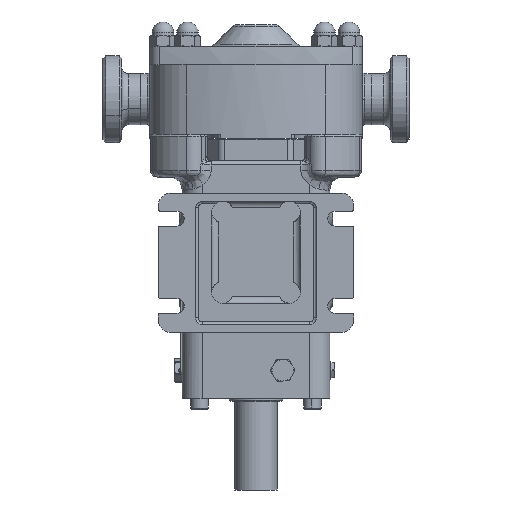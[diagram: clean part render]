
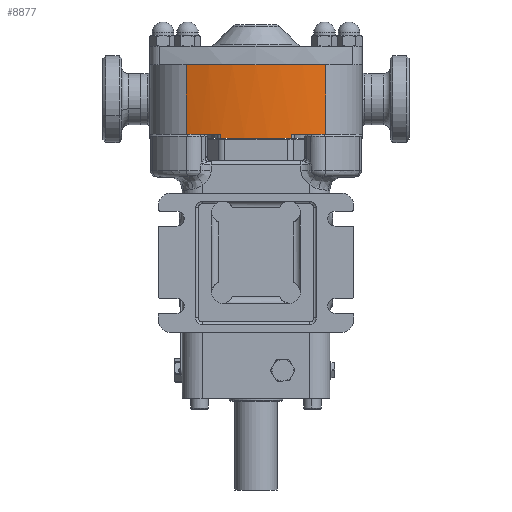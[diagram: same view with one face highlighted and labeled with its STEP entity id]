
A CAD part, front view. The second image highlights one B-rep face of the part: STEP entity #8877.
In plain terms, the highlighted cylindrical face has radius 160 mm (diameter 320 mm), a partial arc.
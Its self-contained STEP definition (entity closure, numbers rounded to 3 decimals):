
#514 = LINE ( 'NONE', #9863, #27433 ) ;
#1083 = CARTESIAN_POINT ( 'NONE',  ( 26.143, -107.85, -109.929 ) ) ;
#1553 = DIRECTION ( 'NONE',  ( -1., 0., 0. ) ) ;
#1648 = CARTESIAN_POINT ( 'NONE',  ( -26.143, -107.85, -29. ) ) ;
#2987 = DIRECTION ( 'NONE',  ( -1., 0., 0. ) ) ;
#3136 = DIRECTION ( 'NONE',  ( 0., 0., -1. ) ) ;
#3394 = CARTESIAN_POINT ( 'NONE',  ( -26.143, -107.85, -26. ) ) ;
#3576 = EDGE_CURVE ( 'NONE', #23539, #13384, #22412, .T. ) ;
#3786 = AXIS2_PLACEMENT_3D ( 'NONE', #16700, #26070, #25925 ) ;
#4088 = VERTEX_POINT ( 'NONE', #25990 ) ;
#4175 = VERTEX_POINT ( 'NONE', #17360 ) ;
#4217 = VECTOR ( 'NONE', #26895, 1000. ) ;
#4766 = DIRECTION ( 'NONE',  ( -1., 0., 0. ) ) ;
#5387 = EDGE_CURVE ( 'NONE', #23003, #4088, #24916, .T. ) ;
#5487 = CARTESIAN_POINT ( 'NONE',  ( 52., -101.314, -26. ) ) ;
#6039 = EDGE_CURVE ( 'NONE', #23003, #4175, #7176, .T. ) ;
#6444 = VECTOR ( 'NONE', #27055, 1000. ) ;
#7137 = DIRECTION ( 'NONE',  ( 0., 0., 1. ) ) ;
#7176 = CIRCLE ( 'NONE', #3786, 160. ) ;
#7182 = DIRECTION ( 'NONE',  ( 0., 0., -1. ) ) ;
#7499 = ORIENTED_EDGE ( 'NONE', *, *, #13194, .T. ) ;
#7539 = AXIS2_PLACEMENT_3D ( 'NONE', #13798, #7137, #16369 ) ;
#7565 = DIRECTION ( 'NONE',  ( 0., 0., 1. ) ) ;
#7605 = DIRECTION ( 'NONE',  ( 0., 0., -1. ) ) ;
#8551 = CIRCLE ( 'NONE', #24043, 160. ) ;
#8572 = LINE ( 'NONE', #17818, #6444 ) ;
#8689 = CARTESIAN_POINT ( 'NONE',  ( 0., 50., -26. ) ) ;
#8877 = ADVANCED_FACE ( 'NONE', ( #20005 ), #26964, .T. ) ;
#9541 = ORIENTED_EDGE ( 'NONE', *, *, #16841, .F. ) ;
#9759 = CARTESIAN_POINT ( 'NONE',  ( 48.406, -102.502, -26. ) ) ;
#9863 = CARTESIAN_POINT ( 'NONE',  ( -26.143, -107.85, -109.929 ) ) ;
#10125 = CARTESIAN_POINT ( 'NONE',  ( 26.143, -107.85, -29. ) ) ;
#10609 = CIRCLE ( 'NONE', #26116, 160. ) ;
#10831 = ORIENTED_EDGE ( 'NONE', *, *, #5387, .F. ) ;
#11396 = CARTESIAN_POINT ( 'NONE',  ( 0., 50., 25.5 ) ) ;
#12229 = AXIS2_PLACEMENT_3D ( 'NONE', #22867, #27262, #18176 ) ;
#13194 = EDGE_CURVE ( 'NONE', #21716, #28853, #14100, .T. ) ;
#13384 = VERTEX_POINT ( 'NONE', #9759 ) ;
#13410 = CARTESIAN_POINT ( 'NONE',  ( -52., -101.314, -109.929 ) ) ;
#13631 = CIRCLE ( 'NONE', #17502, 160. ) ;
#13798 = CARTESIAN_POINT ( 'NONE',  ( 0., 50., 25.5 ) ) ;
#14100 = LINE ( 'NONE', #1083, #15448 ) ;
#14189 = VERTEX_POINT ( 'NONE', #1648 ) ;
#14449 = EDGE_CURVE ( 'NONE', #13384, #28853, #13631, .T. ) ;
#14661 = EDGE_CURVE ( 'NONE', #4175, #28096, #20420, .T. ) ;
#14766 = CARTESIAN_POINT ( 'NONE',  ( 52., -101.314, 25.5 ) ) ;
#14776 = ORIENTED_EDGE ( 'NONE', *, *, #14449, .F. ) ;
#14896 = ORIENTED_EDGE ( 'NONE', *, *, #26645, .T. ) ;
#15305 = CIRCLE ( 'NONE', #7539, 160. ) ;
#15448 = VECTOR ( 'NONE', #7565, 1000. ) ;
#15699 = ORIENTED_EDGE ( 'NONE', *, *, #6039, .T. ) ;
#15804 = CARTESIAN_POINT ( 'NONE',  ( 0., 50., -29. ) ) ;
#16369 = DIRECTION ( 'NONE',  ( -1., 0., 0. ) ) ;
#16700 = CARTESIAN_POINT ( 'NONE',  ( 0., 50., -26. ) ) ;
#16841 = EDGE_CURVE ( 'NONE', #21716, #14189, #10609, .T. ) ;
#17360 = CARTESIAN_POINT ( 'NONE',  ( -48.406, -102.502, -26. ) ) ;
#17454 = ORIENTED_EDGE ( 'NONE', *, *, #21608, .F. ) ;
#17502 = AXIS2_PLACEMENT_3D ( 'NONE', #28526, #3136, #2987 ) ;
#17624 = DIRECTION ( 'NONE',  ( 0., 0., -1. ) ) ;
#17818 = CARTESIAN_POINT ( 'NONE',  ( 52., -101.314, -109.929 ) ) ;
#18176 = DIRECTION ( 'NONE',  ( -1., 0., 0. ) ) ;
#18304 = CARTESIAN_POINT ( 'NONE',  ( -52., -101.314, -26. ) ) ;
#18551 = DIRECTION ( 'NONE',  ( 1., 0., 0. ) ) ;
#19443 = AXIS2_PLACEMENT_3D ( 'NONE', #8689, #24323, #18551 ) ;
#19812 = EDGE_CURVE ( 'NONE', #23539, #22465, #8572, .T. ) ;
#20005 = FACE_OUTER_BOUND ( 'NONE', #21150, .T. ) ;
#20420 = CIRCLE ( 'NONE', #19443, 160. ) ;
#20520 = AXIS2_PLACEMENT_3D ( 'NONE', #26680, #29364, #1553 ) ;
#21150 = EDGE_LOOP ( 'NONE', ( #9541, #7499, #14776, #23598, #29233, #21178, #17454, #10831, #15699, #29062, #14896 ) ) ;
#21178 = ORIENTED_EDGE ( 'NONE', *, *, #22363, .T. ) ;
#21608 = EDGE_CURVE ( 'NONE', #4088, #27138, #15305, .T. ) ;
#21716 = VERTEX_POINT ( 'NONE', #10125 ) ;
#22363 = EDGE_CURVE ( 'NONE', #22465, #27138, #8551, .T. ) ;
#22412 = CIRCLE ( 'NONE', #12229, 160. ) ;
#22465 = VERTEX_POINT ( 'NONE', #14766 ) ;
#22867 = CARTESIAN_POINT ( 'NONE',  ( 0., 50., -26. ) ) ;
#23003 = VERTEX_POINT ( 'NONE', #18304 ) ;
#23539 = VERTEX_POINT ( 'NONE', #5487 ) ;
#23598 = ORIENTED_EDGE ( 'NONE', *, *, #3576, .F. ) ;
#24043 = AXIS2_PLACEMENT_3D ( 'NONE', #11396, #7182, #4766 ) ;
#24323 = DIRECTION ( 'NONE',  ( 0., 0., 1. ) ) ;
#24708 = CARTESIAN_POINT ( 'NONE',  ( 0., -110., 25.5 ) ) ;
#24916 = LINE ( 'NONE', #13410, #4217 ) ;
#25500 = CARTESIAN_POINT ( 'NONE',  ( 26.143, -107.85, -26. ) ) ;
#25925 = DIRECTION ( 'NONE',  ( 1., 0., 0. ) ) ;
#25990 = CARTESIAN_POINT ( 'NONE',  ( -52., -101.314, 25.5 ) ) ;
#26070 = DIRECTION ( 'NONE',  ( 0., 0., 1. ) ) ;
#26116 = AXIS2_PLACEMENT_3D ( 'NONE', #15804, #17624, #26712 ) ;
#26645 = EDGE_CURVE ( 'NONE', #28096, #14189, #514, .T. ) ;
#26680 = CARTESIAN_POINT ( 'NONE',  ( 0., 50., -109.929 ) ) ;
#26712 = DIRECTION ( 'NONE',  ( 1., 0., 0. ) ) ;
#26895 = DIRECTION ( 'NONE',  ( 0., 0., 1. ) ) ;
#26964 = CYLINDRICAL_SURFACE ( 'NONE', #20520, 160. ) ;
#27055 = DIRECTION ( 'NONE',  ( 0., 0., 1. ) ) ;
#27138 = VERTEX_POINT ( 'NONE', #24708 ) ;
#27262 = DIRECTION ( 'NONE',  ( 0., 0., -1. ) ) ;
#27433 = VECTOR ( 'NONE', #7605, 1000. ) ;
#28096 = VERTEX_POINT ( 'NONE', #3394 ) ;
#28526 = CARTESIAN_POINT ( 'NONE',  ( 0., 50., -26. ) ) ;
#28853 = VERTEX_POINT ( 'NONE', #25500 ) ;
#29062 = ORIENTED_EDGE ( 'NONE', *, *, #14661, .T. ) ;
#29233 = ORIENTED_EDGE ( 'NONE', *, *, #19812, .T. ) ;
#29364 = DIRECTION ( 'NONE',  ( 0., 0., 1. ) ) ;
